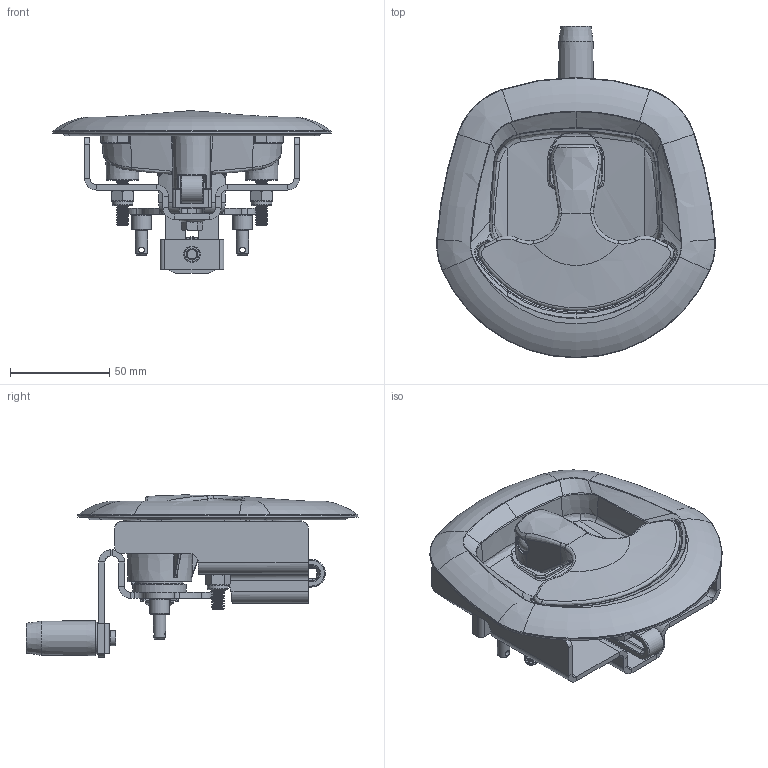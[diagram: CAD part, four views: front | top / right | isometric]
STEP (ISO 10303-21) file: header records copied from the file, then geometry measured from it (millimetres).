
FILE_DESCRIPTION(/* description */ ('KEY LOCKING SINGLE POINT COMPRESSION LATCH'),/* implementation_level */ '2;1');
FILE_NAME(/* name */ '28530.stp',/* time_stamp */ '2023-11-29T11:11:13-05:00',/* author */ ('dtinay'),/* organization */ ('Eberhard Manufacturing Company'),/* preprocessor_version */ 'ST-DEVELOPER v20',/* originating_system */ 'Autodesk Inventor 2024',/* authorisation */ '');
FILE_SCHEMA (('AUTOMOTIVE_DESIGN { 1 0 10303 214 3 1 1 }'));
Length unit declared in the file: inch
Products named in the file (32): 28530; 28500-1; 28500-1_1; 28500-28; 28500-55; 28500-4; 28500-2; 5661-SS16; 1-16800-17; 28500-20 ASSEMBLED; 28530-52; 28530-51; 28530-50; 28530-47; 1-28400-48; 2-9020-2; 62-240-11; 3-2500-7; 7-2500-8; 28400-18; 1-28500-6; 28500DB-5; 28500DB-5_1; 1-9010DB-5 O-RING; 16370; 28500-13; 28500-21SS; 28500-34; 28500-16; 16724; COUNTRY OF ORIGIN_BATCH CONTROL LABEL - 28500 SERIES; 28500-10
Assembly tree (34 placements, depth 5):
  28530
    28500-1
      28500-1_1
      28500-28  x2
    28500-55
      28500-4
      28500-2
      5661-SS16
      1-16800-17
      28500-20 ASSEMBLED
    28530-52
      28530-51
        28530-50
          28530-47
          1-28400-48
        2-9020-2  x2
      62-240-11
      3-2500-7
      7-2500-8
      28400-18
    1-28500-6
    28500DB-5
      28500DB-5_1
      1-9010DB-5 O-RING
    16370  x2
    28500-13
    28500-21SS
    28500-34
    28500-16
    16724
    COUNTRY OF ORIGIN_BATCH CONTROL LABEL - 28500 SERIES
    28500-10
Bounding box: 140.07 x 166.96 x 81.76 mm (x, y, z)
Volume: 161422.3 mm3; surface area: 139851.9 mm2
Topology: 34 solids, 34 shells, 5439 faces, 13741 edges, 8467 vertices
Faces by surface type: plane 2325, bspline 1507, cylinder 779, torus 427, cone 246, sphere 155
Full cylindrical faces by diameter (mm): 2 x1, 2.896 x2, 3.493 x1, 3.759 x1, 4.286 x1, 4.483 x1, 4.699 x1, 4.7 x40, 4.775 x1, 4.826 x2, 4.978 x3, 5.004 x1, 5.842 x1, 6.096 x2, 6.159 x2, 6.223 x1, 6.35 x42, 7.137 x2, 7.468 x1, 7.595 x1, 7.849 x1, 8.331 x1, 9.779 x2, 10 x1, 10.43 x2, 10.922 x1, 11.201 x1, 11.557 x1, 12.662 x2, 12.8 x2
Entity records: 194238 total; most frequent: CARTESIAN_POINT 73720, ORIENTED_EDGE 26632, DIRECTION 21684, EDGE_CURVE 13316, VERTEX_POINT 8257, AXIS2_PLACEMENT_3D 7575, LINE 6534, VECTOR 6534
